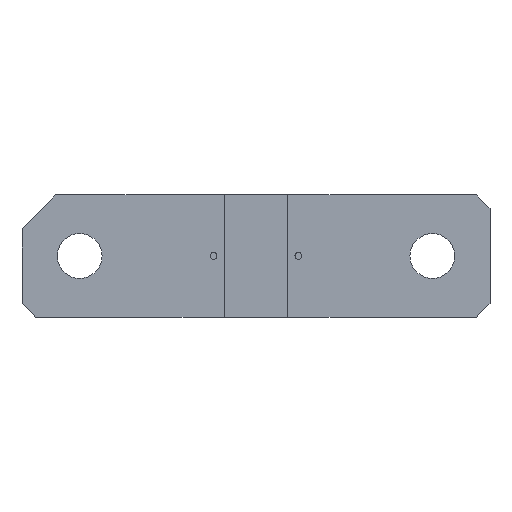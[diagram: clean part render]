
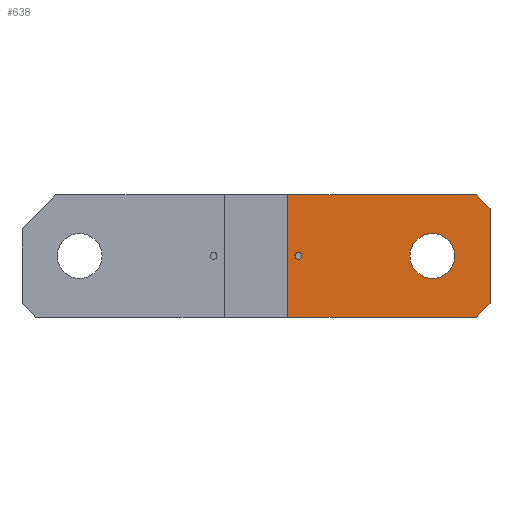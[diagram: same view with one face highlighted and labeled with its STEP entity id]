
A CAD part, top view. The second image highlights one B-rep face of the part: STEP entity #638.
In plain terms, the highlighted planar face has unit normal (0, 0, 1).
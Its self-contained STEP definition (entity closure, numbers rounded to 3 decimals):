
#423=CARTESIAN_POINT('',(26.,0.,3.));
#424=DIRECTION('',(0.,0.,1.));
#425=DIRECTION('',(1.,0.,0.));
#426=AXIS2_PLACEMENT_3D('',#423,#424,#425);
#428=CARTESIAN_POINT('',(26.,0.,3.));
#429=DIRECTION('',(0.,0.,1.));
#430=DIRECTION('',(-1.,0.,0.));
#431=AXIS2_PLACEMENT_3D('',#428,#429,#430);
#433=DIRECTION('',(-0.707,0.707,0.));
#434=VECTOR('',#433,2.828);
#435=CARTESIAN_POINT('',(34.5,7.,3.));
#436=LINE('',#435,#434);
#437=DIRECTION('',(0.,1.,0.));
#438=VECTOR('',#437,14.);
#439=CARTESIAN_POINT('',(34.5,-7.,3.));
#440=LINE('',#439,#438);
#441=DIRECTION('',(0.707,0.707,0.));
#442=VECTOR('',#441,2.828);
#443=CARTESIAN_POINT('',(32.5,-9.,3.));
#444=LINE('',#443,#442);
#445=DIRECTION('',(1.,0.,0.));
#446=VECTOR('',#445,27.8);
#447=CARTESIAN_POINT('',(4.7,-9.,3.));
#448=LINE('',#447,#446);
#449=DIRECTION('',(0.,1.,0.));
#450=VECTOR('',#449,18.);
#451=CARTESIAN_POINT('',(4.7,-9.,3.));
#452=LINE('',#451,#450);
#453=DIRECTION('',(-1.,0.,0.));
#454=VECTOR('',#453,27.8);
#455=CARTESIAN_POINT('',(32.5,9.,3.));
#456=LINE('',#455,#454);
#457=CARTESIAN_POINT('',(6.25,0.,3.));
#458=DIRECTION('',(0.,0.,1.));
#459=DIRECTION('',(1.,0.,0.));
#460=AXIS2_PLACEMENT_3D('',#457,#458,#459);
#462=CARTESIAN_POINT('',(6.25,0.,3.));
#463=DIRECTION('',(0.,0.,1.));
#464=DIRECTION('',(-1.,0.,0.));
#465=AXIS2_PLACEMENT_3D('',#462,#463,#464);
#499=CARTESIAN_POINT('',(4.7,-9.,3.));
#500=CARTESIAN_POINT('',(4.7,9.,3.));
#501=VERTEX_POINT('',#499);
#502=VERTEX_POINT('',#500);
#507=CARTESIAN_POINT('',(29.3,0.,3.));
#508=CARTESIAN_POINT('',(22.7,0.,3.));
#509=VERTEX_POINT('',#507);
#510=VERTEX_POINT('',#508);
#515=CARTESIAN_POINT('',(34.5,7.,3.));
#516=VERTEX_POINT('',#515);
#517=CARTESIAN_POINT('',(32.5,9.,3.));
#518=VERTEX_POINT('',#517);
#523=CARTESIAN_POINT('',(32.5,-9.,3.));
#524=VERTEX_POINT('',#523);
#525=CARTESIAN_POINT('',(34.5,-7.,3.));
#526=VERTEX_POINT('',#525);
#531=CARTESIAN_POINT('',(6.75,0.,3.));
#532=CARTESIAN_POINT('',(5.75,0.,3.));
#533=VERTEX_POINT('',#531);
#534=VERTEX_POINT('',#532);
#610=CARTESIAN_POINT('',(0.,0.,3.));
#611=DIRECTION('',(0.,0.,1.));
#612=DIRECTION('',(1.,0.,0.));
#613=AXIS2_PLACEMENT_3D('',#610,#611,#612);
#614=PLANE('',#613);
#616=ORIENTED_EDGE('',*,*,#615,.F.);
#618=ORIENTED_EDGE('',*,*,#617,.F.);
#620=ORIENTED_EDGE('',*,*,#619,.F.);
#622=ORIENTED_EDGE('',*,*,#621,.F.);
#624=ORIENTED_EDGE('',*,*,#623,.T.);
#626=ORIENTED_EDGE('',*,*,#625,.F.);
#627=EDGE_LOOP('',(#616,#618,#620,#622,#624,#626));
#628=FACE_OUTER_BOUND('',#627,.F.);
#629=ORIENTED_EDGE('',*,*,#590,.T.);
#630=ORIENTED_EDGE('',*,*,#604,.T.);
#631=EDGE_LOOP('',(#629,#630));
#632=FACE_BOUND('',#631,.F.);
#634=ORIENTED_EDGE('',*,*,#633,.T.);
#635=ORIENTED_EDGE('',*,*,#544,.T.);
#636=EDGE_LOOP('',(#634,#635));
#637=FACE_BOUND('',#636,.F.);
#638=ADVANCED_FACE('',(#628,#632,#637),#614,.T.);
#427=CIRCLE('',#426,3.3);
#432=CIRCLE('',#431,3.3);
#461=CIRCLE('',#460,0.5);
#466=CIRCLE('',#465,0.5);
#544=EDGE_CURVE('',#534,#533,#466,.T.);
#590=EDGE_CURVE('',#509,#510,#427,.T.);
#604=EDGE_CURVE('',#510,#509,#432,.T.);
#615=EDGE_CURVE('',#516,#518,#436,.T.);
#617=EDGE_CURVE('',#526,#516,#440,.T.);
#619=EDGE_CURVE('',#524,#526,#444,.T.);
#621=EDGE_CURVE('',#501,#524,#448,.T.);
#623=EDGE_CURVE('',#501,#502,#452,.T.);
#625=EDGE_CURVE('',#518,#502,#456,.T.);
#633=EDGE_CURVE('',#533,#534,#461,.T.);
